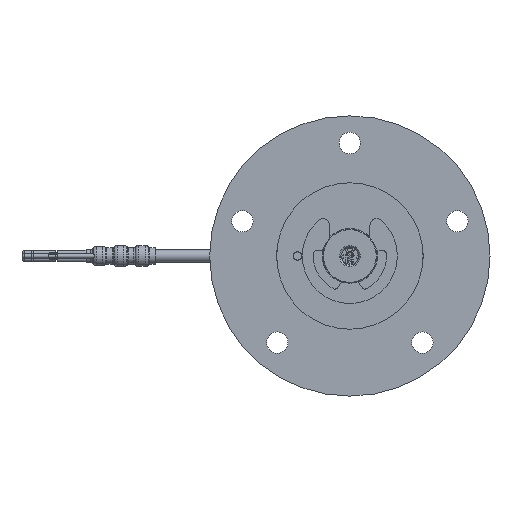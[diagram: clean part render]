
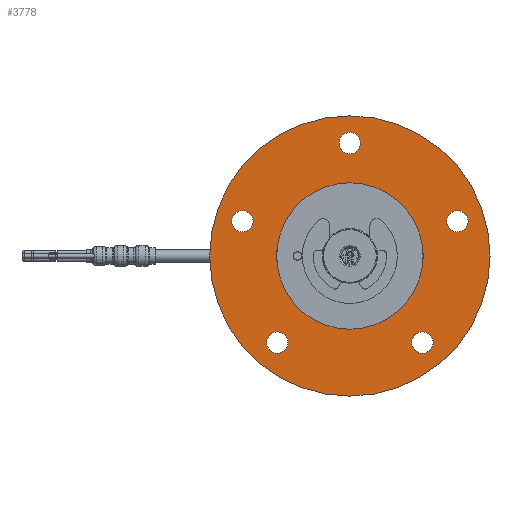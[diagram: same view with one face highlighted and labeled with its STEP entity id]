
A CAD part, front view. The second image highlights one B-rep face of the part: STEP entity #3778.
In plain terms, the highlighted planar face has unit normal (0, -1, 0).
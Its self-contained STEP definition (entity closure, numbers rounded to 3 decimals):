
#98 = CIRCLE ( 'NONE', #11123, 2.55 ) ;
#302 = ORIENTED_EDGE ( 'NONE', *, *, #3802, .T. ) ;
#533 = DIRECTION ( 'NONE',  ( 0., 0., 1. ) ) ;
#570 = DIRECTION ( 'NONE',  ( 0., 0., 1. ) ) ;
#595 = CARTESIAN_POINT ( 'NONE',  ( 0., 0., 27. ) ) ;
#629 = CIRCLE ( 'NONE', #4585, 2.55 ) ;
#632 = VERTEX_POINT ( 'NONE', #9764 ) ;
#661 = CARTESIAN_POINT ( 'NONE',  ( 0., 0., 27. ) ) ;
#679 = FACE_BOUND ( 'NONE', #11858, .T. ) ;
#694 = EDGE_CURVE ( 'NONE', #2969, #3140, #13660, .T. ) ;
#770 = VERTEX_POINT ( 'NONE', #17721 ) ;
#805 = DIRECTION ( 'NONE',  ( 0., 0., 1. ) ) ;
#866 = PLANE ( 'NONE',  #5024 ) ;
#917 = DIRECTION ( 'NONE',  ( 0., 0., 1. ) ) ;
#1020 = DIRECTION ( 'NONE',  ( 0., 1., 0. ) ) ;
#1060 = AXIS2_PLACEMENT_3D ( 'NONE', #11080, #2386, #17239 ) ;
#1061 = EDGE_CURVE ( 'NONE', #2382, #14593, #7023, .T. ) ;
#1186 = DIRECTION ( 'NONE',  ( 0., 0., 1. ) ) ;
#1426 = CARTESIAN_POINT ( 'NONE',  ( 25.693, 0., 8.3 ) ) ;
#1583 = AXIS2_PLACEMENT_3D ( 'NONE', #595, #6441, #14054 ) ;
#1626 = AXIS2_PLACEMENT_3D ( 'NONE', #18245, #1020, #3960 ) ;
#1751 = DIRECTION ( 'NONE',  ( 0., 0., 1. ) ) ;
#1822 = VERTEX_POINT ( 'NONE', #5751 ) ;
#1873 = CIRCLE ( 'NONE', #17773, 2.55 ) ;
#1907 = ORIENTED_EDGE ( 'NONE', *, *, #18878, .T. ) ;
#2254 = DIRECTION ( 'NONE',  ( 0., 1., 0. ) ) ;
#2382 = VERTEX_POINT ( 'NONE', #11779 ) ;
#2386 = DIRECTION ( 'NONE',  ( 0., 1., 0. ) ) ;
#2590 = AXIS2_PLACEMENT_3D ( 'NONE', #1426, #11257, #10022 ) ;
#2918 = EDGE_CURVE ( 'NONE', #14593, #2382, #98, .T. ) ;
#2969 = VERTEX_POINT ( 'NONE', #9498 ) ;
#3140 = VERTEX_POINT ( 'NONE', #13538 ) ;
#3423 = EDGE_CURVE ( 'NONE', #14375, #770, #17840, .T. ) ;
#3750 = CARTESIAN_POINT ( 'NONE',  ( 0., 0., 0. ) ) ;
#3778 = ADVANCED_FACE ( 'NONE', ( #13838, #16666, #679, #18095, #9552, #12231, #6805 ), #866, .F. ) ;
#3797 = AXIS2_PLACEMENT_3D ( 'NONE', #15336, #10862, #10584 ) ;
#3802 = EDGE_CURVE ( 'NONE', #10812, #5496, #18776, .T. ) ;
#3813 = EDGE_LOOP ( 'NONE', ( #6042, #12718 ) ) ;
#3960 = DIRECTION ( 'NONE',  ( 0., 0., 1. ) ) ;
#3966 = CARTESIAN_POINT ( 'NONE',  ( -25.693, 0., 10.85 ) ) ;
#4466 = ORIENTED_EDGE ( 'NONE', *, *, #694, .F. ) ;
#4570 = AXIS2_PLACEMENT_3D ( 'NONE', #661, #9347, #6698 ) ;
#4585 = AXIS2_PLACEMENT_3D ( 'NONE', #14162, #17270, #805 ) ;
#4676 = CARTESIAN_POINT ( 'NONE',  ( 0., 0., 29.55 ) ) ;
#4913 = ORIENTED_EDGE ( 'NONE', *, *, #9249, .F. ) ;
#5024 = AXIS2_PLACEMENT_3D ( 'NONE', #5265, #14037, #9363 ) ;
#5122 = CARTESIAN_POINT ( 'NONE',  ( -17.335, 0., -18.15 ) ) ;
#5265 = CARTESIAN_POINT ( 'NONE',  ( 16.5, 0., 0. ) ) ;
#5283 = EDGE_LOOP ( 'NONE', ( #4466, #4913 ) ) ;
#5412 = DIRECTION ( 'NONE',  ( 0., 1., 0. ) ) ;
#5496 = VERTEX_POINT ( 'NONE', #12740 ) ;
#5609 = CIRCLE ( 'NONE', #1626, 2.55 ) ;
#5751 = CARTESIAN_POINT ( 'NONE',  ( 17.335, 0., -18.15 ) ) ;
#6004 = CARTESIAN_POINT ( 'NONE',  ( 0., 0., 0. ) ) ;
#6042 = ORIENTED_EDGE ( 'NONE', *, *, #2918, .T. ) ;
#6047 = EDGE_CURVE ( 'NONE', #14990, #632, #9156, .T. ) ;
#6247 = DIRECTION ( 'NONE',  ( 0., 1., 0. ) ) ;
#6355 = EDGE_CURVE ( 'NONE', #770, #14375, #18178, .T. ) ;
#6365 = ORIENTED_EDGE ( 'NONE', *, *, #13780, .T. ) ;
#6420 = ORIENTED_EDGE ( 'NONE', *, *, #7094, .T. ) ;
#6441 = DIRECTION ( 'NONE',  ( 0., 1., 0. ) ) ;
#6698 = DIRECTION ( 'NONE',  ( 0., 0., 1. ) ) ;
#6805 = FACE_BOUND ( 'NONE', #18758, .T. ) ;
#6996 = AXIS2_PLACEMENT_3D ( 'NONE', #12043, #14809, #17818 ) ;
#7023 = CIRCLE ( 'NONE', #10055, 2.55 ) ;
#7089 = VERTEX_POINT ( 'NONE', #7175 ) ;
#7094 = EDGE_CURVE ( 'NONE', #7089, #8147, #8698, .T. ) ;
#7175 = CARTESIAN_POINT ( 'NONE',  ( 25.693, 0., 5.75 ) ) ;
#7257 = DIRECTION ( 'NONE',  ( 0., 0., 1. ) ) ;
#7745 = AXIS2_PLACEMENT_3D ( 'NONE', #18711, #5412, #1186 ) ;
#8147 = VERTEX_POINT ( 'NONE', #10387 ) ;
#8169 = AXIS2_PLACEMENT_3D ( 'NONE', #3750, #13976, #533 ) ;
#8340 = ORIENTED_EDGE ( 'NONE', *, *, #6047, .T. ) ;
#8698 = CIRCLE ( 'NONE', #2590, 2.55 ) ;
#9156 = CIRCLE ( 'NONE', #4570, 2.55 ) ;
#9249 = EDGE_CURVE ( 'NONE', #3140, #2969, #13933, .T. ) ;
#9347 = DIRECTION ( 'NONE',  ( 0., 1., 0. ) ) ;
#9363 = DIRECTION ( 'NONE',  ( 0., 0., 1. ) ) ;
#9498 = CARTESIAN_POINT ( 'NONE',  ( 0., 0., 33.5 ) ) ;
#9552 = FACE_BOUND ( 'NONE', #18535, .T. ) ;
#9560 = AXIS2_PLACEMENT_3D ( 'NONE', #6004, #14852, #7257 ) ;
#9764 = CARTESIAN_POINT ( 'NONE',  ( 0., 0., 24.45 ) ) ;
#9777 = EDGE_LOOP ( 'NONE', ( #302, #6365 ) ) ;
#10022 = DIRECTION ( 'NONE',  ( 0., 0., 1. ) ) ;
#10055 = AXIS2_PLACEMENT_3D ( 'NONE', #10519, #16373, #570 ) ;
#10139 = CIRCLE ( 'NONE', #1583, 2.55 ) ;
#10387 = CARTESIAN_POINT ( 'NONE',  ( 25.693, 0., 10.85 ) ) ;
#10439 = CARTESIAN_POINT ( 'NONE',  ( 17.335, 0., -20.7 ) ) ;
#10478 = CIRCLE ( 'NONE', #7745, 2.55 ) ;
#10519 = CARTESIAN_POINT ( 'NONE',  ( -17.335, 0., -20.7 ) ) ;
#10584 = DIRECTION ( 'NONE',  ( 0., 0., 1. ) ) ;
#10812 = VERTEX_POINT ( 'NONE', #3966 ) ;
#10862 = DIRECTION ( 'NONE',  ( 0., 1., 0. ) ) ;
#11080 = CARTESIAN_POINT ( 'NONE',  ( -25.693, 0., 8.3 ) ) ;
#11123 = AXIS2_PLACEMENT_3D ( 'NONE', #17193, #2254, #917 ) ;
#11257 = DIRECTION ( 'NONE',  ( 0., 1., 0. ) ) ;
#11577 = CARTESIAN_POINT ( 'NONE',  ( 17.335, 0., -23.25 ) ) ;
#11779 = CARTESIAN_POINT ( 'NONE',  ( -17.335, 0., -23.25 ) ) ;
#11858 = EDGE_LOOP ( 'NONE', ( #16405, #6420 ) ) ;
#11949 = VERTEX_POINT ( 'NONE', #11577 ) ;
#12043 = CARTESIAN_POINT ( 'NONE',  ( 0., 0., 0. ) ) ;
#12231 = FACE_OUTER_BOUND ( 'NONE', #5283, .T. ) ;
#12718 = ORIENTED_EDGE ( 'NONE', *, *, #1061, .T. ) ;
#12740 = CARTESIAN_POINT ( 'NONE',  ( -25.693, 0., 5.75 ) ) ;
#13538 = CARTESIAN_POINT ( 'NONE',  ( 0., 0., -33.5 ) ) ;
#13638 = EDGE_CURVE ( 'NONE', #8147, #7089, #5609, .T. ) ;
#13660 = CIRCLE ( 'NONE', #6996, 33.5 ) ;
#13780 = EDGE_CURVE ( 'NONE', #5496, #10812, #10478, .T. ) ;
#13838 = FACE_BOUND ( 'NONE', #15233, .T. ) ;
#13916 = CARTESIAN_POINT ( 'NONE',  ( 0., 0., -16.5 ) ) ;
#13933 = CIRCLE ( 'NONE', #8169, 33.5 ) ;
#13976 = DIRECTION ( 'NONE',  ( 0., 1., 0. ) ) ;
#14037 = DIRECTION ( 'NONE',  ( 0., 1., 0. ) ) ;
#14045 = ORIENTED_EDGE ( 'NONE', *, *, #6355, .T. ) ;
#14054 = DIRECTION ( 'NONE',  ( 0., 0., 1. ) ) ;
#14162 = CARTESIAN_POINT ( 'NONE',  ( 17.335, 0., -20.7 ) ) ;
#14375 = VERTEX_POINT ( 'NONE', #13916 ) ;
#14537 = ORIENTED_EDGE ( 'NONE', *, *, #18358, .T. ) ;
#14593 = VERTEX_POINT ( 'NONE', #5122 ) ;
#14809 = DIRECTION ( 'NONE',  ( 0., 1., 0. ) ) ;
#14852 = DIRECTION ( 'NONE',  ( 0., 1., 0. ) ) ;
#14990 = VERTEX_POINT ( 'NONE', #4676 ) ;
#15233 = EDGE_LOOP ( 'NONE', ( #1907, #14537 ) ) ;
#15336 = CARTESIAN_POINT ( 'NONE',  ( 0., 0., 0. ) ) ;
#15766 = EDGE_CURVE ( 'NONE', #632, #14990, #10139, .T. ) ;
#16373 = DIRECTION ( 'NONE',  ( 0., 1., 0. ) ) ;
#16405 = ORIENTED_EDGE ( 'NONE', *, *, #13638, .T. ) ;
#16666 = FACE_BOUND ( 'NONE', #3813, .T. ) ;
#17193 = CARTESIAN_POINT ( 'NONE',  ( -17.335, 0., -20.7 ) ) ;
#17239 = DIRECTION ( 'NONE',  ( 0., 0., 1. ) ) ;
#17270 = DIRECTION ( 'NONE',  ( 0., 1., 0. ) ) ;
#17624 = ORIENTED_EDGE ( 'NONE', *, *, #15766, .T. ) ;
#17721 = CARTESIAN_POINT ( 'NONE',  ( 0., 0., 16.5 ) ) ;
#17773 = AXIS2_PLACEMENT_3D ( 'NONE', #10439, #6247, #1751 ) ;
#17818 = DIRECTION ( 'NONE',  ( 0., 0., 1. ) ) ;
#17840 = CIRCLE ( 'NONE', #9560, 16.5 ) ;
#18095 = FACE_BOUND ( 'NONE', #9777, .T. ) ;
#18168 = ORIENTED_EDGE ( 'NONE', *, *, #3423, .T. ) ;
#18178 = CIRCLE ( 'NONE', #3797, 16.5 ) ;
#18245 = CARTESIAN_POINT ( 'NONE',  ( 25.693, 0., 8.3 ) ) ;
#18358 = EDGE_CURVE ( 'NONE', #11949, #1822, #1873, .T. ) ;
#18535 = EDGE_LOOP ( 'NONE', ( #8340, #17624 ) ) ;
#18711 = CARTESIAN_POINT ( 'NONE',  ( -25.693, 0., 8.3 ) ) ;
#18758 = EDGE_LOOP ( 'NONE', ( #14045, #18168 ) ) ;
#18776 = CIRCLE ( 'NONE', #1060, 2.55 ) ;
#18878 = EDGE_CURVE ( 'NONE', #1822, #11949, #629, .T. ) ;
